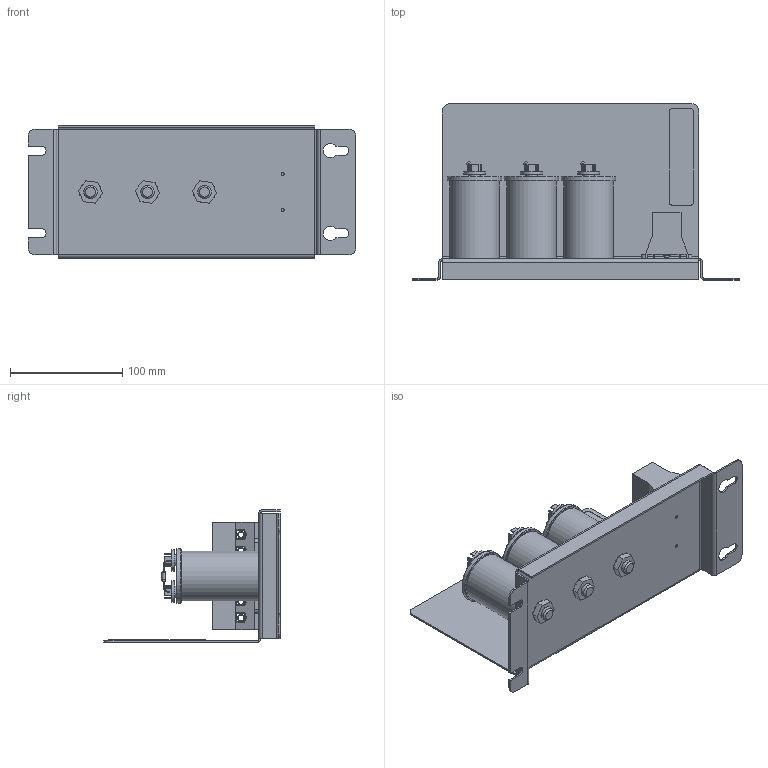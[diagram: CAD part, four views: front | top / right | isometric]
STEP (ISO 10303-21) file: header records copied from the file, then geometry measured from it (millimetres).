
FILE_DESCRIPTION(/* description */ (''),/* implementation_level */ '2;1');
FILE_NAME(/* name */ 'KPCUL00.8C62.stp',/* time_stamp */ '2022-05-26T10:13:54-05:00',/* author */ ('DWROBLEW'),/* organization */ (''),/* preprocessor_version */ 'ST-DEVELOPER v17.2',/* originating_system */ 'Autodesk Inventor 2019',/* authorisation */ '');
FILE_SCHEMA (('AUTOMOTIVE_DESIGN { 1 0 10303 214 3 1 1 }'));
Length unit declared in the file: inch
Products named in the file (11): KPCUL00.8C62; KPC PANEL-Revised; 19324; 23837; 26671; 29370-A; 29370-A_1; 29370 nut; 4498; 29373 resistor; 29373 resistor wire
Assembly tree (14 placements, depth 3):
  KPCUL00.8C62
    KPC PANEL-Revised
    19324
    23837
    26671  x2
    29370-A  x3
      29370-A_1
      29370 nut
      4498
      29373 resistor
      29373 resistor wire
Bounding box: 292.2 x 157.14 x 118.21 mm (x, y, z)
Volume: 539643.3 mm3; surface area: 251549.2 mm2
Topology: 39 solids, 39 shells, 1048 faces, 2562 edges, 1669 vertices
Faces by surface type: plane 684, cylinder 310, torus 31, bspline 18, cone 5
Full cylindrical faces by diameter (mm): 0.88 x12, 2.642 x2, 2.794 x3, 3.429 x3, 3.505 x2, 3.962 x5, 4.898 x5, 5.08 x12, 5.083 x1, 6.124 x5, 6.35 x3, 6.375 x12, 6.379 x1, 6.858 x2, 7.341 x5, 9.652 x9, 11.608 x3, 11.989 x3, 12.7 x3, 15.771 x3, 15.827 x3, 19.05 x6, 44.45 x6, 48.412 x3
Entity records: 23311 total; most frequent: DIRECTION 4001, CARTESIAN_POINT 3994, ORIENTED_EDGE 3778, EDGE_CURVE 1889, AXIS2_PLACEMENT_3D 1343, LINE 1315, VECTOR 1315, VERTEX_POINT 1228
